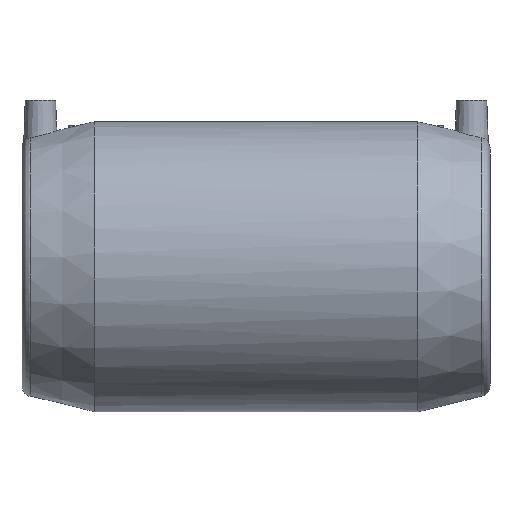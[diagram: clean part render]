
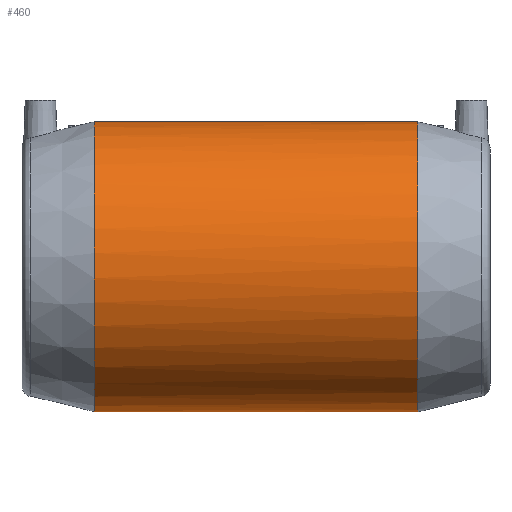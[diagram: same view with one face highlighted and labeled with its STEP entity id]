
A CAD part, front view. The second image highlights one B-rep face of the part: STEP entity #460.
In plain terms, the highlighted cylindrical face has radius 90.5 mm (diameter 181 mm), a full revolution.
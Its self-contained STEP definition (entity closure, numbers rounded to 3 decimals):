
#72=B_SPLINE_CURVE_WITH_KNOTS('',3,(#1111,#1112,#1113,#1114,#1115,#1116,
#1117,#1118,#1119,#1120,#1121,#1122,#1123,#1124,#1125,#1126,#1127,#1128,
#1129,#1130,#1131,#1132,#1133,#1134,#1135,#1136,#1137,#1138,#1139,#1140,
#1141,#1142,#1143,#1144,#1145,#1146,#1147,#1148,#1149,#1150,#1151,#1152,
#1153,#1154,#1155,#1156,#1157,#1158,#1159,#1160,#1161,#1162,#1163,#1164,
#1165,#1166,#1167,#1168,#1169,#1170,#1171,#1172,#1173),.UNSPECIFIED.,.T.,
 .F.,(1,1,1,1,1,1,1,1,1,1,1,1,1,1,1,1,1,1,1,1,1,1,1,1,1,1,1,1,1,1,1,1,1,
1,1,1,1,1,1,1,1,1,1,1,1,1,1,1,1,1,1,1,1,1,1,1,1,1,1,1,1,1,1,1,1,1,1),(-0.019,
-0.013,-0.006,0.,0.006,
0.013,0.019,0.026,0.032,
0.039,0.045,0.052,0.064,
0.077,0.084,0.09,0.097,
0.103,0.11,0.116,0.122,
0.129,0.135,0.142,0.148,
0.155,0.161,0.168,0.174,
0.18,0.187,0.193,0.2,
0.206,0.213,0.219,0.226,
0.232,0.238,0.245,0.258,
0.264,0.271,0.277,0.283,
0.29,0.296,0.303,0.309,
0.316,0.322,0.329,0.335,0.341,
0.348,0.354,0.361,0.367,
0.374,0.387,0.393,0.399,
0.406,0.412,0.419,0.425,0.432),
 .UNSPECIFIED.);
#130=ORIENTED_EDGE('',*,*,#197,.T.);
#131=ORIENTED_EDGE('',*,*,#196,.F.);
#132=ORIENTED_EDGE('',*,*,#201,.T.);
#196=EDGE_CURVE('',#242,#242,#276,.T.);
#197=EDGE_CURVE('',#243,#243,#72,.T.);
#201=EDGE_CURVE('',#247,#247,#279,.T.);
#242=VERTEX_POINT('',#924);
#243=VERTEX_POINT('',#1174);
#247=VERTEX_POINT('',#1195);
#276=CIRCLE('',#526,90.5);
#279=CIRCLE('',#532,90.5);
#333=EDGE_LOOP('',(#130));
#334=EDGE_LOOP('',(#131));
#335=EDGE_LOOP('',(#132));
#403=FACE_BOUND('',#333,.T.);
#404=FACE_BOUND('',#334,.T.);
#405=FACE_BOUND('',#335,.T.);
#433=CYLINDRICAL_SURFACE('',#531,90.5);
#460=ADVANCED_FACE('',(#403,#404,#405),#433,.T.);
#526=AXIS2_PLACEMENT_3D('',#923,#634,#635);
#531=AXIS2_PLACEMENT_3D('',#1193,#644,#645);
#532=AXIS2_PLACEMENT_3D('',#1194,#646,#647);
#634=DIRECTION('',(-1.,0.,0.));
#635=DIRECTION('',(0.,0.,1.));
#644=DIRECTION('',(-1.,0.,0.));
#645=DIRECTION('',(0.,0.,1.));
#646=DIRECTION('',(-1.,0.,0.));
#647=DIRECTION('',(0.,0.,1.));
#923=CARTESIAN_POINT('',(-101.,0.,0.));
#924=CARTESIAN_POINT('',(-101.,0.,90.5));
#1111=CARTESIAN_POINT('',(64.26,90.346,-6.416));
#1112=CARTESIAN_POINT('',(64.62,90.577,-0.003));
#1113=CARTESIAN_POINT('',(64.259,90.346,6.427));
#1114=CARTESIAN_POINT('',(63.223,89.685,12.634));
#1115=CARTESIAN_POINT('',(61.519,88.613,18.722));
#1116=CARTESIAN_POINT('',(59.196,87.178,24.528));
#1117=CARTESIAN_POINT('',(56.353,85.465,29.938));
#1118=CARTESIAN_POINT('',(52.971,83.496,35.044));
#1119=CARTESIAN_POINT('',(49.164,81.374,39.707));
#1120=CARTESIAN_POINT('',(43.58,78.425,45.352));
#1121=CARTESIAN_POINT('',(35.566,74.605,51.421));
#1122=CARTESIAN_POINT('',(26.668,71.22,55.893));
#1123=CARTESIAN_POINT('',(18.816,69.007,58.566));
#1124=CARTESIAN_POINT('',(12.73,67.741,60.019));
#1125=CARTESIAN_POINT('',(6.481,66.932,60.915));
#1126=CARTESIAN_POINT('',(0.03,66.647,61.224));
#1127=CARTESIAN_POINT('',(-6.301,66.919,60.929));
#1128=CARTESIAN_POINT('',(-12.588,67.714,60.049));
#1129=CARTESIAN_POINT('',(-18.728,68.987,58.59));
#1130=CARTESIAN_POINT('',(-24.557,70.619,56.621));
#1131=CARTESIAN_POINT('',(-30.176,72.557,54.126));
#1132=CARTESIAN_POINT('',(-35.419,74.664,51.19));
#1133=CARTESIAN_POINT('',(-40.321,76.871,47.823));
#1134=CARTESIAN_POINT('',(-44.898,79.122,44.013));
#1135=CARTESIAN_POINT('',(-49.149,81.365,39.727));
#1136=CARTESIAN_POINT('',(-52.931,83.473,35.093));
#1137=CARTESIAN_POINT('',(-56.268,85.415,30.08));
#1138=CARTESIAN_POINT('',(-59.148,87.148,24.638));
#1139=CARTESIAN_POINT('',(-61.487,88.593,18.811));
#1140=CARTESIAN_POINT('',(-63.195,89.668,12.769));
#1141=CARTESIAN_POINT('',(-64.262,90.347,6.421));
#1142=CARTESIAN_POINT('',(-64.615,90.574,0.088));
#1143=CARTESIAN_POINT('',(-64.278,90.358,-6.282));
#1144=CARTESIAN_POINT('',(-63.227,89.688,-12.622));
#1145=CARTESIAN_POINT('',(-61.543,88.628,-18.642));
#1146=CARTESIAN_POINT('',(-59.23,87.198,-24.46));
#1147=CARTESIAN_POINT('',(-56.355,85.466,-29.935));
#1148=CARTESIAN_POINT('',(-51.899,82.871,-36.671));
#1149=CARTESIAN_POINT('',(-46.481,79.903,-42.685));
#1150=CARTESIAN_POINT('',(-40.399,76.908,-47.764));
#1151=CARTESIAN_POINT('',(-35.47,74.684,-51.161));
#1152=CARTESIAN_POINT('',(-30.168,72.554,-54.13));
#1153=CARTESIAN_POINT('',(-24.625,70.642,-56.592));
#1154=CARTESIAN_POINT('',(-18.8,69.004,-58.57));
#1155=CARTESIAN_POINT('',(-12.637,67.723,-60.039));
#1156=CARTESIAN_POINT('',(-6.387,66.925,-60.922));
#1157=CARTESIAN_POINT('',(0.014,66.646,-61.225));
#1158=CARTESIAN_POINT('',(6.442,66.93,-60.917));
#1159=CARTESIAN_POINT('',(12.681,67.731,-60.03));
#1160=CARTESIAN_POINT('',(18.839,69.013,-58.559));
#1161=CARTESIAN_POINT('',(24.674,70.657,-56.573));
#1162=CARTESIAN_POINT('',(30.207,72.569,-54.109));
#1163=CARTESIAN_POINT('',(35.492,74.694,-51.147));
#1164=CARTESIAN_POINT('',(40.437,76.926,-47.736));
#1165=CARTESIAN_POINT('',(44.999,79.175,-43.917));
#1166=CARTESIAN_POINT('',(49.215,81.401,-39.655));
#1167=CARTESIAN_POINT('',(54.316,84.248,-33.375));
#1168=CARTESIAN_POINT('',(58.417,86.696,-26.469));
#1169=CARTESIAN_POINT('',(61.52,88.614,-18.72));
#1170=CARTESIAN_POINT('',(63.226,89.687,-12.621));
#1171=CARTESIAN_POINT('',(64.26,90.346,-6.416));
#1172=CARTESIAN_POINT('',(64.62,90.577,-0.003));
#1173=CARTESIAN_POINT('',(64.259,90.346,6.427));
#1174=CARTESIAN_POINT('',(64.5,90.5,0.));
#1193=CARTESIAN_POINT('',(-60.,0.,0.));
#1194=CARTESIAN_POINT('',(101.,0.,0.));
#1195=CARTESIAN_POINT('',(101.,0.,90.5));
